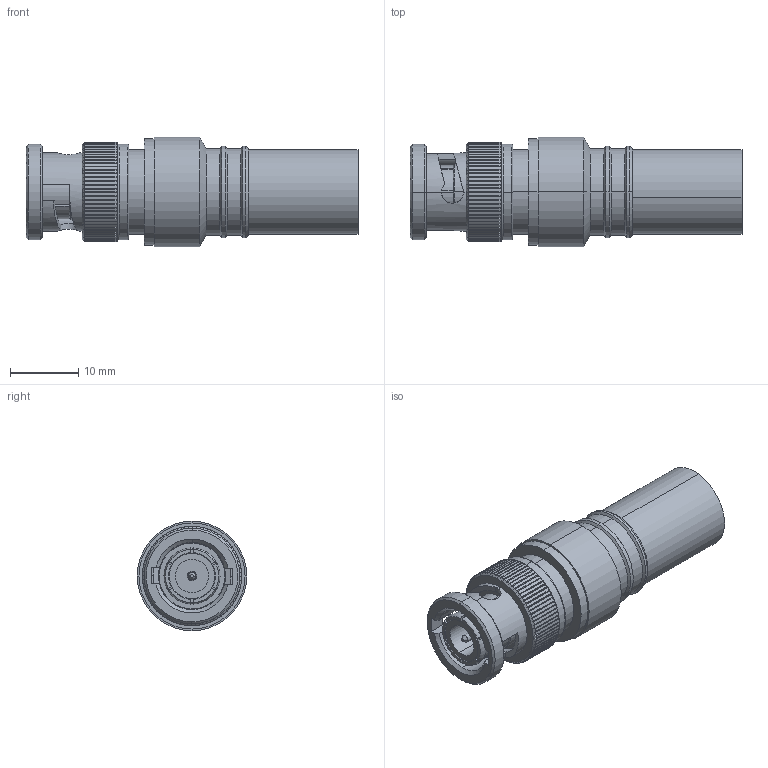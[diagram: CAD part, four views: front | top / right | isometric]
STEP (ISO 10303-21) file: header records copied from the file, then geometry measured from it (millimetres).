
FILE_DESCRIPTION (( 'STEP AP203' ), '1' );
FILE_NAME ('3190-6232£¨TC-400-BM-X£©.STEP', '2019-05-05T02:37:49', ( '' ), ( '' ), 'SwSTEP 2.0', 'SolidWorks 2017', '' );
FILE_SCHEMA (( 'CONFIG_CONTROL_DESIGN' ));
Length unit declared in the file: millimetre
Products named in the file (1): 3190-6232（TC-400-BM-X）
Bounding box: 48.5 x 16 x 16 mm (x, y, z)
Volume: 4343.6 mm3; surface area: 5964.8 mm2
Topology: 1 solids, 3 shells, 514 faces, 1389 edges, 892 vertices
Faces by surface type: plane 246, cylinder 199, cone 53, torus 8, bspline 8
Entity records: 16873 total; most frequent: CARTESIAN_POINT 4386, ORIENTED_EDGE 2774, DIRECTION 2412, EDGE_CURVE 1387, AXIS2_PLACEMENT_3D 958, VERTEX_POINT 892, EDGE_LOOP 549, ADVANCED_FACE 514
